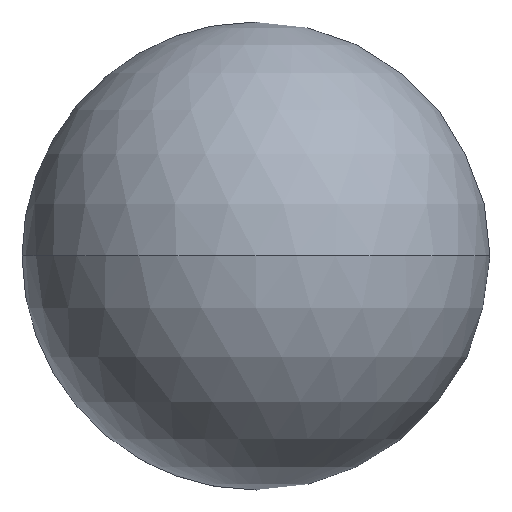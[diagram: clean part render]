
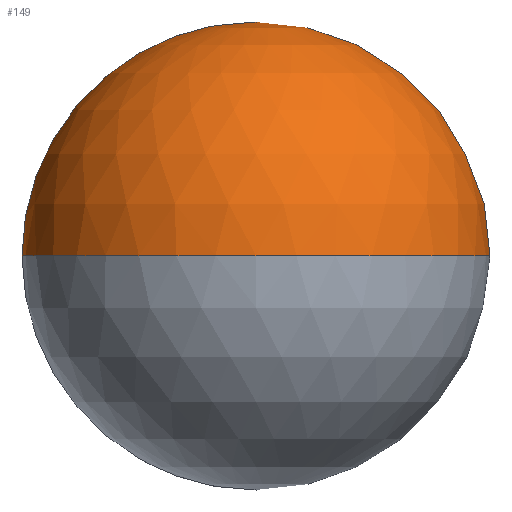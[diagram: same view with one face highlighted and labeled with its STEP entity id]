
A CAD part, top view. The second image highlights one B-rep face of the part: STEP entity #149.
In plain terms, the highlighted spherical face has radius 25 mm.
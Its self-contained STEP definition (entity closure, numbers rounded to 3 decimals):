
#7 = FACE_OUTER_BOUND ( 'NONE', #18, .T. ) ;
#12 = ORIENTED_EDGE ( 'NONE', *, *, #157, .T. ) ;
#18 = EDGE_LOOP ( 'NONE', ( #124, #12, #399 ) ) ;
#53 = EDGE_CURVE ( 'NONE', #358, #54, #398, .T. ) ;
#54 = VERTEX_POINT ( 'NONE', #171 ) ;
#80 = DIRECTION ( 'NONE',  ( 0., -1., 0. ) ) ;
#81 = DIRECTION ( 'NONE',  ( 0., 0., 1. ) ) ;
#91 = DIRECTION ( 'NONE',  ( 0., -1., 0. ) ) ;
#95 = AXIS2_PLACEMENT_3D ( 'NONE', #146, #80, #408 ) ;
#108 = DIRECTION ( 'NONE',  ( 0., 1., 0. ) ) ;
#124 = ORIENTED_EDGE ( 'NONE', *, *, #53, .F. ) ;
#127 = AXIS2_PLACEMENT_3D ( 'NONE', #140, #91, #333 ) ;
#140 = CARTESIAN_POINT ( 'NONE',  ( 0., 0., 200. ) ) ;
#143 = CIRCLE ( 'NONE', #303, 25. ) ;
#146 = CARTESIAN_POINT ( 'NONE',  ( 0., 0., 200. ) ) ;
#149 = ADVANCED_FACE ( 'NONE', ( #7 ), #372, .T. ) ;
#157 = EDGE_CURVE ( 'NONE', #358, #387, #306, .T. ) ;
#171 = CARTESIAN_POINT ( 'NONE',  ( 0., 0., 225. ) ) ;
#209 = AXIS2_PLACEMENT_3D ( 'NONE', #342, #213, #402 ) ;
#213 = DIRECTION ( 'NONE',  ( 0., 0., 1. ) ) ;
#263 = CARTESIAN_POINT ( 'NONE',  ( 5., 0., 175.505 ) ) ;
#303 = AXIS2_PLACEMENT_3D ( 'NONE', #409, #108, #81 ) ;
#306 = CIRCLE ( 'NONE', #209, 5. ) ;
#333 = DIRECTION ( 'NONE',  ( 1., 0., 0. ) ) ;
#342 = CARTESIAN_POINT ( 'NONE',  ( 0., 0., 175.505 ) ) ;
#350 = CARTESIAN_POINT ( 'NONE',  ( -5., 0., 175.505 ) ) ;
#358 = VERTEX_POINT ( 'NONE', #263 ) ;
#372 = SPHERICAL_SURFACE ( 'NONE', #95, 25. ) ;
#384 = EDGE_CURVE ( 'NONE', #387, #54, #143, .T. ) ;
#387 = VERTEX_POINT ( 'NONE', #350 ) ;
#398 = CIRCLE ( 'NONE', #127, 25. ) ;
#399 = ORIENTED_EDGE ( 'NONE', *, *, #384, .T. ) ;
#402 = DIRECTION ( 'NONE',  ( 1., 0., 0. ) ) ;
#408 = DIRECTION ( 'NONE',  ( -1., 0., 0. ) ) ;
#409 = CARTESIAN_POINT ( 'NONE',  ( 0., 0., 200. ) ) ;
